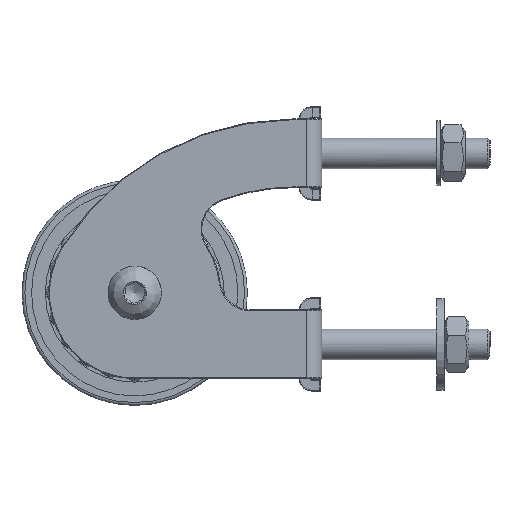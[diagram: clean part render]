
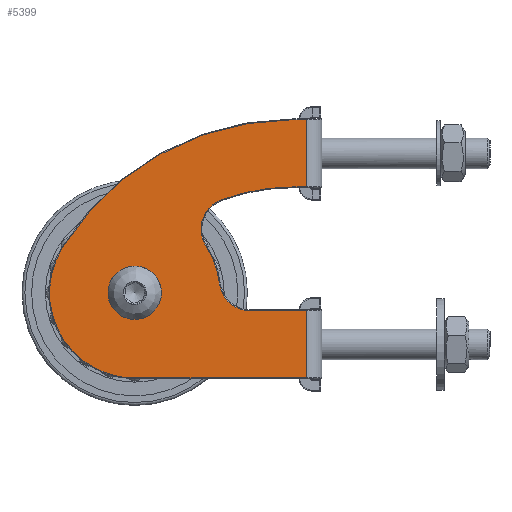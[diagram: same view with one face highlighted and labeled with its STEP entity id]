
A CAD part, left-side view. The second image highlights one B-rep face of the part: STEP entity #5399.
In plain terms, the highlighted planar face has unit normal (-1, 0, 0).
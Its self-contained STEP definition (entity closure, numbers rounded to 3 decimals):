
#315=LINE('',#8711,#584);
#316=LINE('',#8713,#585);
#317=LINE('',#8715,#586);
#318=LINE('',#8721,#587);
#319=LINE('',#8723,#588);
#320=LINE('',#8725,#589);
#584=VECTOR('',#6782,10.);
#585=VECTOR('',#6783,10.);
#586=VECTOR('',#6784,10.);
#587=VECTOR('',#6789,10.);
#588=VECTOR('',#6790,10.);
#589=VECTOR('',#6791,10.);
#862=FACE_OUTER_BOUND('',#1469,.T.);
#1229=PLANE('',#5870);
#1373=FACE_BOUND('',#1470,.T.);
#1469=EDGE_LOOP('',(#3763,#3764,#3765,#3766,#3767,#3768,#3769,#3770,#3771,
#3772,#3773,#3774));
#1470=EDGE_LOOP('',(#3775));
#1922=CIRCLE('',#5861,6.662);
#1924=CIRCLE('',#5871,71.031);
#1925=CIRCLE('',#5872,22.3);
#1926=CIRCLE('',#5873,8.2);
#1927=CIRCLE('',#5874,22.3);
#1928=CIRCLE('',#5875,8.2);
#1929=CIRCLE('',#5876,53.431);
#2351=VERTEX_POINT('',#8662);
#2360=VERTEX_POINT('',#8709);
#2361=VERTEX_POINT('',#8710);
#2362=VERTEX_POINT('',#8712);
#2363=VERTEX_POINT('',#8714);
#2364=VERTEX_POINT('',#8716);
#2365=VERTEX_POINT('',#8718);
#2366=VERTEX_POINT('',#8720);
#2367=VERTEX_POINT('',#8722);
#2368=VERTEX_POINT('',#8724);
#2369=VERTEX_POINT('',#8726);
#2370=VERTEX_POINT('',#8728);
#2371=VERTEX_POINT('',#8730);
#2875=EDGE_CURVE('',#2351,#2351,#1922,.T.);
#2891=EDGE_CURVE('',#2360,#2361,#315,.T.);
#2892=EDGE_CURVE('',#2360,#2362,#316,.T.);
#2893=EDGE_CURVE('',#2363,#2362,#317,.T.);
#2894=EDGE_CURVE('',#2364,#2363,#1924,.T.);
#2895=EDGE_CURVE('',#2365,#2364,#1925,.T.);
#2896=EDGE_CURVE('',#2366,#2365,#318,.T.);
#2897=EDGE_CURVE('',#2366,#2367,#319,.T.);
#2898=EDGE_CURVE('',#2368,#2367,#320,.T.);
#2899=EDGE_CURVE('',#2369,#2368,#1926,.T.);
#2900=EDGE_CURVE('',#2370,#2369,#1927,.T.);
#2901=EDGE_CURVE('',#2371,#2370,#1928,.T.);
#2902=EDGE_CURVE('',#2361,#2371,#1929,.T.);
#3763=ORIENTED_EDGE('',*,*,#2891,.F.);
#3764=ORIENTED_EDGE('',*,*,#2892,.T.);
#3765=ORIENTED_EDGE('',*,*,#2893,.F.);
#3766=ORIENTED_EDGE('',*,*,#2894,.F.);
#3767=ORIENTED_EDGE('',*,*,#2895,.F.);
#3768=ORIENTED_EDGE('',*,*,#2896,.F.);
#3769=ORIENTED_EDGE('',*,*,#2897,.T.);
#3770=ORIENTED_EDGE('',*,*,#2898,.F.);
#3771=ORIENTED_EDGE('',*,*,#2899,.F.);
#3772=ORIENTED_EDGE('',*,*,#2900,.F.);
#3773=ORIENTED_EDGE('',*,*,#2901,.F.);
#3774=ORIENTED_EDGE('',*,*,#2902,.F.);
#3775=ORIENTED_EDGE('',*,*,#2875,.F.);
#5399=ADVANCED_FACE('',(#862,#1373),#1229,.F.);
#5861=AXIS2_PLACEMENT_3D('',#8663,#6755,#6756);
#5870=AXIS2_PLACEMENT_3D('',#8708,#6780,#6781);
#5871=AXIS2_PLACEMENT_3D('',#8717,#6785,#6786);
#5872=AXIS2_PLACEMENT_3D('',#8719,#6787,#6788);
#5873=AXIS2_PLACEMENT_3D('',#8727,#6792,#6793);
#5874=AXIS2_PLACEMENT_3D('',#8729,#6794,#6795);
#5875=AXIS2_PLACEMENT_3D('',#8731,#6796,#6797);
#5876=AXIS2_PLACEMENT_3D('',#8732,#6798,#6799);
#6755=DIRECTION('center_axis',(-1.,0.,0.));
#6756=DIRECTION('ref_axis',(0.,0.,1.));
#6780=DIRECTION('center_axis',(1.,0.,0.));
#6781=DIRECTION('ref_axis',(0.,0.,
1.));
#6782=DIRECTION('',(0.,1.,0.));
#6783=DIRECTION('',(0.,0.,1.));
#6784=DIRECTION('',(0.,-1.,0.));
#6785=DIRECTION('center_axis',(1.,0.,0.));
#6786=DIRECTION('ref_axis',(0.,0.486,0.874));
#6787=DIRECTION('center_axis',(1.,0.,0.));
#6788=DIRECTION('ref_axis',(0.,0.874,-0.486));
#6789=DIRECTION('',(0.,1.,0.));
#6790=DIRECTION('',(0.,0.,1.));
#6791=DIRECTION('',(0.,-1.,0.));
#6792=DIRECTION('center_axis',(-1.,0.,0.));
#6793=DIRECTION('ref_axis',(0.,0.665,-0.747));
#6794=DIRECTION('center_axis',(1.,0.,0.));
#6795=DIRECTION('ref_axis',(0.,-0.941,0.339));
#6796=DIRECTION('center_axis',(-1.,0.,0.));
#6797=DIRECTION('ref_axis',(0.,0.95,0.313));
#6798=DIRECTION('center_axis',(-1.,0.,0.));
#6799=DIRECTION('ref_axis',(0.,0.178,0.984));
#8662=CARTESIAN_POINT('',(-22.25,48.52,20.145));
#8663=CARTESIAN_POINT('Origin',(-22.25,49.,13.5));
#8708=CARTESIAN_POINT('Origin',(-22.25,-17.64,19.898));
#8709=CARTESIAN_POINT('',(-22.25,4.,41.2));
#8710=CARTESIAN_POINT('',(-22.25,7.616,41.2));
#8711=CARTESIAN_POINT('',(-22.25,-8.82,41.2));
#8712=CARTESIAN_POINT('',(-22.25,4.,58.8));
#8713=CARTESIAN_POINT('',(-22.25,4.,9.949));
#8714=CARTESIAN_POINT('',(-22.25,7.616,58.8));
#8715=CARTESIAN_POINT('',(-22.25,-8.82,58.8));
#8716=CARTESIAN_POINT('',(-22.25,67.938,25.275));
#8717=CARTESIAN_POINT('Origin',(-22.25,7.616,-12.231));
#8718=CARTESIAN_POINT('',(-22.25,49.,-8.8));
#8719=CARTESIAN_POINT('Origin',(-22.25,49.,13.5));
#8720=CARTESIAN_POINT('',(-22.25,4.,-8.8));
#8721=CARTESIAN_POINT('',(-22.25,-8.82,-8.8));
#8722=CARTESIAN_POINT('',(-22.25,4.,8.8));
#8723=CARTESIAN_POINT('',(-22.25,4.,9.949));
#8724=CARTESIAN_POINT('',(-22.25,18.701,8.8));
#8725=CARTESIAN_POINT('',(-22.25,-8.82,8.8));
#8726=CARTESIAN_POINT('',(-22.25,26.847,16.059));
#8727=CARTESIAN_POINT('Origin',(-22.25,18.701,17.));
#8728=CARTESIAN_POINT('',(-22.25,30.312,25.668));
#8729=CARTESIAN_POINT('Origin',(-22.25,49.,13.5));
#8730=CARTESIAN_POINT('',(-22.25,26.309,37.824));
#8731=CARTESIAN_POINT('Origin',(-22.25,23.44,30.142));
#8732=CARTESIAN_POINT('Origin',(-22.25,7.616,-12.231));
